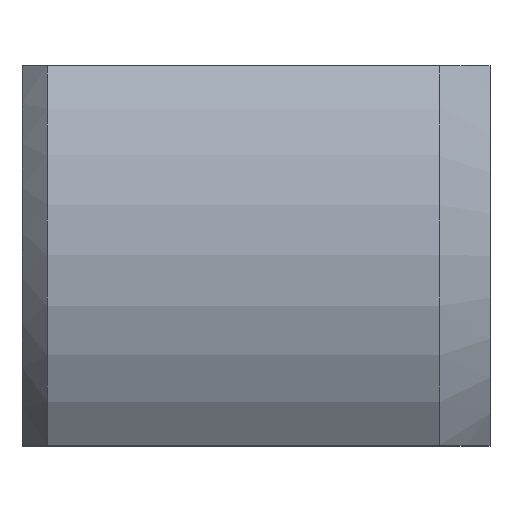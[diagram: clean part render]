
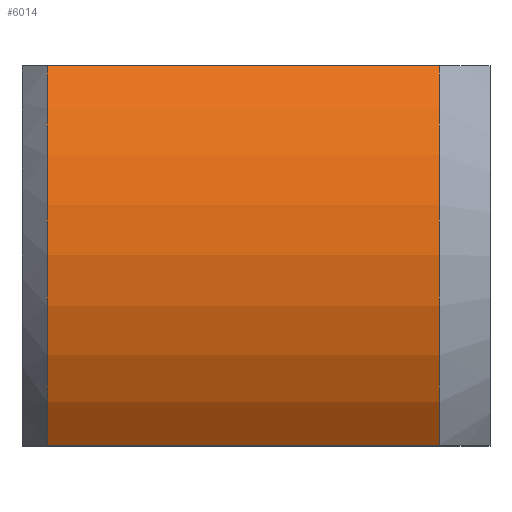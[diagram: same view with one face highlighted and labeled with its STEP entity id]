
A CAD part, top view. The second image highlights one B-rep face of the part: STEP entity #6014.
In plain terms, the highlighted cylindrical face has radius 12.5 mm (diameter 25 mm), a partial arc.
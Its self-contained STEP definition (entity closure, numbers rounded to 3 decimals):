
#10=DIRECTION('',(1.,0.,0.));
#11=VECTOR('',#10,15.5);
#12=CARTESIAN_POINT('',(-9.,7.5,10.));
#13=LINE('',#12,#11);
#1253=CARTESIAN_POINT('',(6.5,0.,0.));
#1254=DIRECTION('',(1.,0.,0.));
#1255=DIRECTION('',(0.,0.6,0.8));
#1256=AXIS2_PLACEMENT_3D('',#1253,#1254,#1255);
#1286=DIRECTION('',(1.,0.,0.));
#1287=VECTOR('',#1286,15.5);
#1288=CARTESIAN_POINT('',(-9.,-7.5,10.));
#1289=LINE('',#1288,#1287);
#1384=CARTESIAN_POINT('',(-9.,0.,0.));
#1385=DIRECTION('',(1.,0.,0.));
#1386=DIRECTION('',(0.,0.6,0.8));
#1387=AXIS2_PLACEMENT_3D('',#1384,#1385,#1386);
#3976=CARTESIAN_POINT('',(6.5,7.5,10.));
#3977=CARTESIAN_POINT('',(6.5,-7.5,10.));
#3978=VERTEX_POINT('',#3976);
#3979=VERTEX_POINT('',#3977);
#3988=CARTESIAN_POINT('',(-9.,7.5,10.));
#3989=CARTESIAN_POINT('',(-9.,-7.5,10.));
#3990=VERTEX_POINT('',#3988);
#3991=VERTEX_POINT('',#3989);
#6001=CARTESIAN_POINT('',(-10.925,0.,0.));
#6002=DIRECTION('',(1.,0.,0.));
#6003=DIRECTION('',(0.,-1.,0.));
#6004=AXIS2_PLACEMENT_3D('',#6001,#6002,#6003);
#6005=CYLINDRICAL_SURFACE('',#6004,12.5);
#6006=ORIENTED_EDGE('',*,*,#5276,.T.);
#6007=ORIENTED_EDGE('',*,*,#5992,.T.);
#6009=ORIENTED_EDGE('',*,*,#6008,.F.);
#6011=ORIENTED_EDGE('',*,*,#6010,.F.);
#6012=EDGE_LOOP('',(#6006,#6007,#6009,#6011));
#6013=FACE_OUTER_BOUND('',#6012,.F.);
#6014=ADVANCED_FACE('',(#6013),#6005,.T.);
#1257=CIRCLE('',#1256,12.5);
#1388=CIRCLE('',#1387,12.5);
#5276=EDGE_CURVE('',#3990,#3978,#13,.T.);
#5992=EDGE_CURVE('',#3978,#3979,#1257,.T.);
#6008=EDGE_CURVE('',#3991,#3979,#1289,.T.);
#6010=EDGE_CURVE('',#3990,#3991,#1388,.T.);
